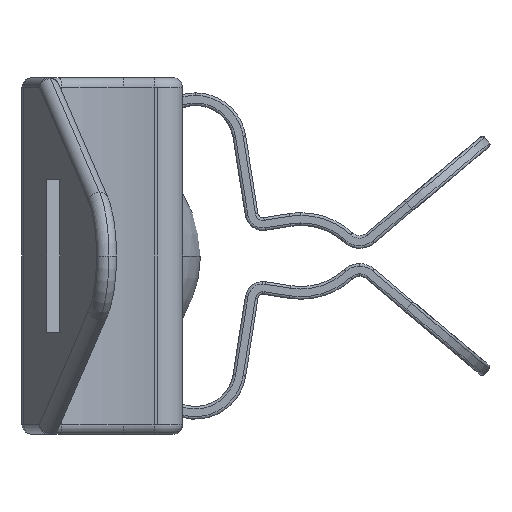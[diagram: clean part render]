
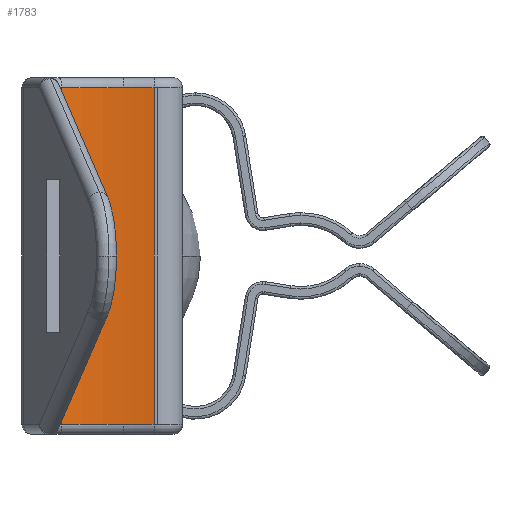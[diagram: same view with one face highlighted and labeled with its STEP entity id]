
A CAD part, left-side view. The second image highlights one B-rep face of the part: STEP entity #1783.
In plain terms, the highlighted cylindrical face has radius 10 mm (diameter 20 mm), a partial arc.
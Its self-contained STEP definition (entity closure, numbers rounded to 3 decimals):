
#20 = VERTEX_POINT ( 'NONE', #6321 ) ;
#374 = ORIENTED_EDGE ( 'NONE', *, *, #11127, .T. ) ;
#393 = CIRCLE ( 'NONE', #4742, 10. ) ;
#1012 = CARTESIAN_POINT ( 'NONE',  ( -17.501, 1.119, 14. ) ) ;
#1110 = VERTEX_POINT ( 'NONE', #4721 ) ;
#1219 = FACE_OUTER_BOUND ( 'NONE', #10354, .T. ) ;
#1325 = CARTESIAN_POINT ( 'NONE',  ( -27.43, 2.31, 14. ) ) ;
#1483 = CARTESIAN_POINT ( 'NONE',  ( -17.43, 2.31, 0.4 ) ) ;
#1738 = AXIS2_PLACEMENT_3D ( 'NONE', #9961, #6507, #2168 ) ;
#1746 = AXIS2_PLACEMENT_3D ( 'NONE', #6584, #5780, #4824 ) ;
#1783 = ADVANCED_FACE ( 'NONE', ( #1219 ), #5641, .F. ) ;
#1789 = VERTEX_POINT ( 'NONE', #9116 ) ;
#2168 = DIRECTION ( 'NONE',  ( 1., 0., 0. ) ) ;
#3379 = AXIS2_PLACEMENT_3D ( 'NONE', #4674, #8931, #8879 ) ;
#3637 = DIRECTION ( 'NONE',  ( 0., 0., 1. ) ) ;
#3740 = CIRCLE ( 'NONE', #1738, 10. ) ;
#4205 = CARTESIAN_POINT ( 'NONE',  ( -17.73, 4.743, 14. ) ) ;
#4273 = DIRECTION ( 'NONE',  ( 0., 0., -1. ) ) ;
#4373 = DIRECTION ( 'NONE',  ( 1., 0., 0. ) ) ;
#4674 = CARTESIAN_POINT ( 'NONE',  ( -27.43, 2.31, 0.4 ) ) ;
#4690 = CARTESIAN_POINT ( 'NONE',  ( -17.73, 4.743, 0.4 ) ) ;
#4701 = LINE ( 'NONE', #1012, #8032 ) ;
#4721 = CARTESIAN_POINT ( 'NONE',  ( -17.501, 1.119, 13.6 ) ) ;
#4739 = DIRECTION ( 'NONE',  ( -1., 0., 0. ) ) ;
#4742 = AXIS2_PLACEMENT_3D ( 'NONE', #9597, #3637, #4373 ) ;
#4750 = ORIENTED_EDGE ( 'NONE', *, *, #7948, .T. ) ;
#4824 = DIRECTION ( 'NONE',  ( 1., 0., 0. ) ) ;
#5411 = ORIENTED_EDGE ( 'NONE', *, *, #6000, .T. ) ;
#5518 = VERTEX_POINT ( 'NONE', #4690 ) ;
#5553 = CIRCLE ( 'NONE', #3379, 10. ) ;
#5641 = CYLINDRICAL_SURFACE ( 'NONE', #7521, 10. ) ;
#5713 = CARTESIAN_POINT ( 'NONE',  ( -17.501, 1.119, 0.4 ) ) ;
#5780 = DIRECTION ( 'NONE',  ( 0., 0., 1. ) ) ;
#6000 = EDGE_CURVE ( 'NONE', #6164, #9390, #3740, .T. ) ;
#6164 = VERTEX_POINT ( 'NONE', #1483 ) ;
#6321 = CARTESIAN_POINT ( 'NONE',  ( -17.43, 2.31, 13.6 ) ) ;
#6507 = DIRECTION ( 'NONE',  ( 0., 0., -1. ) ) ;
#6543 = EDGE_CURVE ( 'NONE', #5518, #6164, #5553, .T. ) ;
#6584 = CARTESIAN_POINT ( 'NONE',  ( -27.43, 2.31, 13.6 ) ) ;
#6722 = EDGE_CURVE ( 'NONE', #1110, #20, #9172, .T. ) ;
#6922 = EDGE_CURVE ( 'NONE', #1789, #5518, #9310, .T. ) ;
#7217 = DIRECTION ( 'NONE',  ( 0., 0., 1. ) ) ;
#7521 = AXIS2_PLACEMENT_3D ( 'NONE', #1325, #9920, #4739 ) ;
#7922 = VECTOR ( 'NONE', #4273, 1000. ) ;
#7948 = EDGE_CURVE ( 'NONE', #9390, #1110, #4701, .T. ) ;
#8032 = VECTOR ( 'NONE', #7217, 1000. ) ;
#8034 = ORIENTED_EDGE ( 'NONE', *, *, #6722, .T. ) ;
#8759 = ORIENTED_EDGE ( 'NONE', *, *, #6543, .T. ) ;
#8879 = DIRECTION ( 'NONE',  ( 1., 0., 0. ) ) ;
#8931 = DIRECTION ( 'NONE',  ( 0., 0., -1. ) ) ;
#9116 = CARTESIAN_POINT ( 'NONE',  ( -17.73, 4.743, 13.6 ) ) ;
#9172 = CIRCLE ( 'NONE', #1746, 10. ) ;
#9310 = LINE ( 'NONE', #4205, #7922 ) ;
#9390 = VERTEX_POINT ( 'NONE', #5713 ) ;
#9597 = CARTESIAN_POINT ( 'NONE',  ( -27.43, 2.31, 13.6 ) ) ;
#9920 = DIRECTION ( 'NONE',  ( 0., 0., -1. ) ) ;
#9961 = CARTESIAN_POINT ( 'NONE',  ( -27.43, 2.31, 0.4 ) ) ;
#10354 = EDGE_LOOP ( 'NONE', ( #10634, #8759, #5411, #4750, #8034, #374 ) ) ;
#10634 = ORIENTED_EDGE ( 'NONE', *, *, #6922, .T. ) ;
#11127 = EDGE_CURVE ( 'NONE', #20, #1789, #393, .T. ) ;
